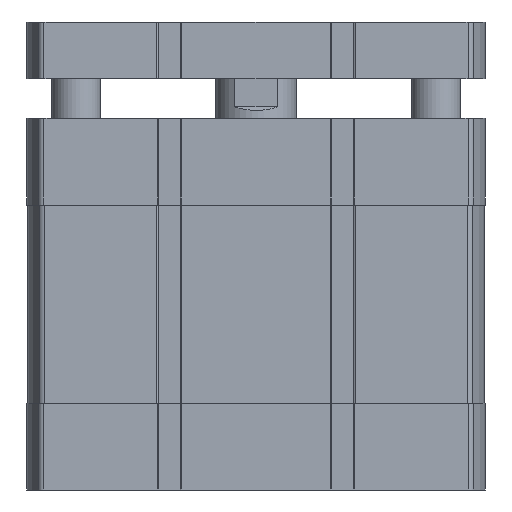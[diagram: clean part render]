
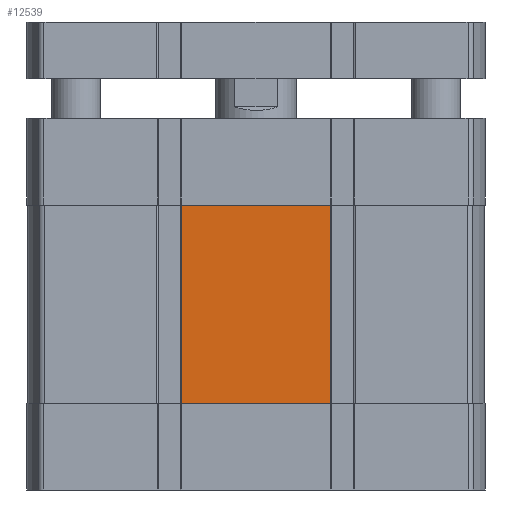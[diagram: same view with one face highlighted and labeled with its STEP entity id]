
A CAD part, front view. The second image highlights one B-rep face of the part: STEP entity #12539.
In plain terms, the highlighted face is planar.
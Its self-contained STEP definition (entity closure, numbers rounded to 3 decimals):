
#940=LINE('',#20298,#2010);
#968=LINE('',#20448,#2038);
#969=LINE('',#20454,#2039);
#970=LINE('',#20455,#2040);
#2010=VECTOR('',#16009,1000.);
#2038=VECTOR('',#16209,1000.);
#2039=VECTOR('',#16218,1000.);
#2040=VECTOR('',#16219,1000.);
#4129=ORIENTED_EDGE('',*,*,#7114,.F.);
#4130=ORIENTED_EDGE('',*,*,#7189,.F.);
#4131=ORIENTED_EDGE('',*,*,#7186,.T.);
#4132=ORIENTED_EDGE('',*,*,#7190,.T.);
#7114=EDGE_CURVE('',#8758,#8759,#940,.T.);
#7186=EDGE_CURVE('',#8795,#8794,#968,.T.);
#7189=EDGE_CURVE('',#8795,#8758,#969,.T.);
#7190=EDGE_CURVE('',#8794,#8759,#970,.T.);
#8758=VERTEX_POINT('',#20297);
#8759=VERTEX_POINT('',#20299);
#8794=VERTEX_POINT('',#20447);
#8795=VERTEX_POINT('',#20449);
#10379=EDGE_LOOP('',(#4129,#4130,#4131,#4132));
#11287=FACE_BOUND('',#10379,.T.);
#12026=PLANE('',#13663);
#12539=ADVANCED_FACE('',(#11287),#12026,.T.);
#13663=AXIS2_PLACEMENT_3D('',#20453,#16216,#16217);
#16009=DIRECTION('',(0.,-1.,0.));
#16209=DIRECTION('',(0.,-1.,0.));
#16216=DIRECTION('',(-1.,0.,0.));
#16217=DIRECTION('',(0.,0.,1.));
#16218=DIRECTION('',(0.,0.,1.));
#16219=DIRECTION('',(0.,0.,1.));
#20297=CARTESIAN_POINT('',(-56.5,18.345,-21.5));
#20298=CARTESIAN_POINT('',(-56.5,18.345,-21.5));
#20299=CARTESIAN_POINT('',(-56.5,-18.345,-21.5));
#20447=CARTESIAN_POINT('',(-56.5,-18.345,-70.5));
#20448=CARTESIAN_POINT('',(-56.5,18.345,-70.5));
#20449=CARTESIAN_POINT('',(-56.5,18.345,-70.5));
#20453=CARTESIAN_POINT('',(-56.5,18.345,-70.5));
#20454=CARTESIAN_POINT('',(-56.5,18.345,-70.5));
#20455=CARTESIAN_POINT('',(-56.5,-18.345,-70.5));
